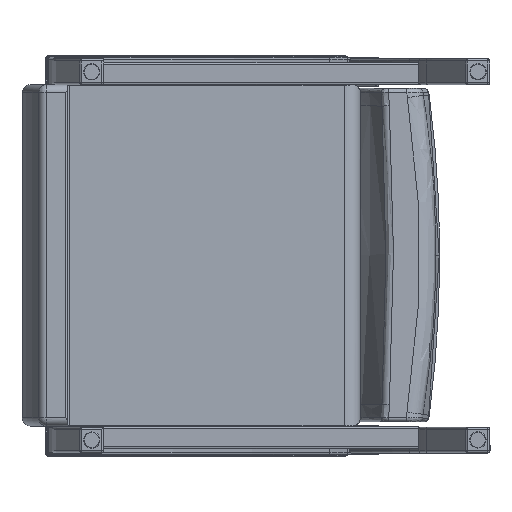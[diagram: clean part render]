
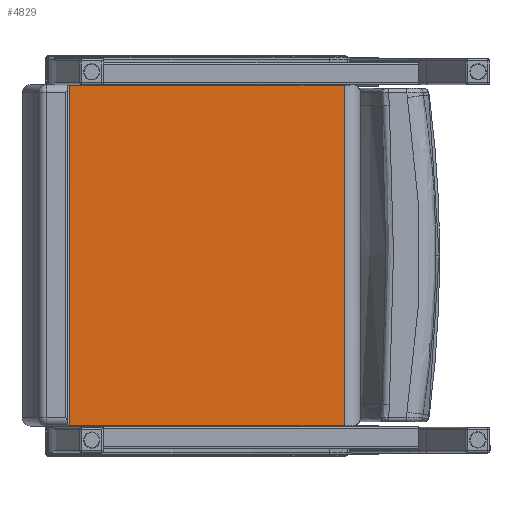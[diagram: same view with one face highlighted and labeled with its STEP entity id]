
A CAD part, front view. The second image highlights one B-rep face of the part: STEP entity #4829.
In plain terms, the highlighted planar face has unit normal (0, -1, 0).
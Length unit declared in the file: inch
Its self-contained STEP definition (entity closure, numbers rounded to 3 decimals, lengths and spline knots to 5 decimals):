
#564=PLANE('',#5464);
#688=LINE('',#8289,#878);
#704=LINE('',#8423,#894);
#710=LINE('',#8510,#900);
#711=LINE('',#8512,#901);
#878=VECTOR('',#6522,0.3937);
#894=VECTOR('',#6598,0.3937);
#900=VECTOR('',#6660,0.3937);
#901=VECTOR('',#6663,0.3937);
#1241=FACE_OUTER_BOUND('',#1574,.T.);
#1574=EDGE_LOOP('',(#3949,#3950,#3951,#3952));
#2207=VERTEX_POINT('',#8277);
#2208=VERTEX_POINT('',#8288);
#2232=VERTEX_POINT('',#8411);
#2233=VERTEX_POINT('',#8422);
#2776=EDGE_CURVE('',#2207,#2208,#688,.T.);
#2815=EDGE_CURVE('',#2232,#2233,#704,.T.);
#2840=EDGE_CURVE('',#2232,#2208,#710,.T.);
#2841=EDGE_CURVE('',#2233,#2207,#711,.T.);
#3949=ORIENTED_EDGE('',*,*,#2776,.F.);
#3950=ORIENTED_EDGE('',*,*,#2841,.F.);
#3951=ORIENTED_EDGE('',*,*,#2815,.F.);
#3952=ORIENTED_EDGE('',*,*,#2840,.T.);
#4829=ADVANCED_FACE('',(#1241),#564,.T.);
#5464=AXIS2_PLACEMENT_3D('',#8511,#6661,#6662);
#6522=DIRECTION('',(1.,0.,0.));
#6598=DIRECTION('',(-1.,0.,0.));
#6660=DIRECTION('',(0.,0.,1.));
#6661=DIRECTION('center_axis',(0.,-1.,0.));
#6662=DIRECTION('ref_axis',(1.,0.,0.));
#6663=DIRECTION('',(0.,0.,1.));
#8277=CARTESIAN_POINT('',(-12.08332,0.79731,20.96618));
#8288=CARTESIAN_POINT('',(4.79085,0.79731,20.96618));
#8289=CARTESIAN_POINT('',(-9.14642,0.79731,20.96618));
#8411=CARTESIAN_POINT('',(4.79085,0.79731,0.03382));
#8422=CARTESIAN_POINT('',(-12.08332,0.79731,0.03382));
#8423=CARTESIAN_POINT('',(-9.14642,0.79731,0.03382));
#8510=CARTESIAN_POINT('',(4.79085,0.79731,0.));
#8511=CARTESIAN_POINT('Origin',(-12.08332,0.79731,0.));
#8512=CARTESIAN_POINT('',(-12.08332,0.79731,0.));
